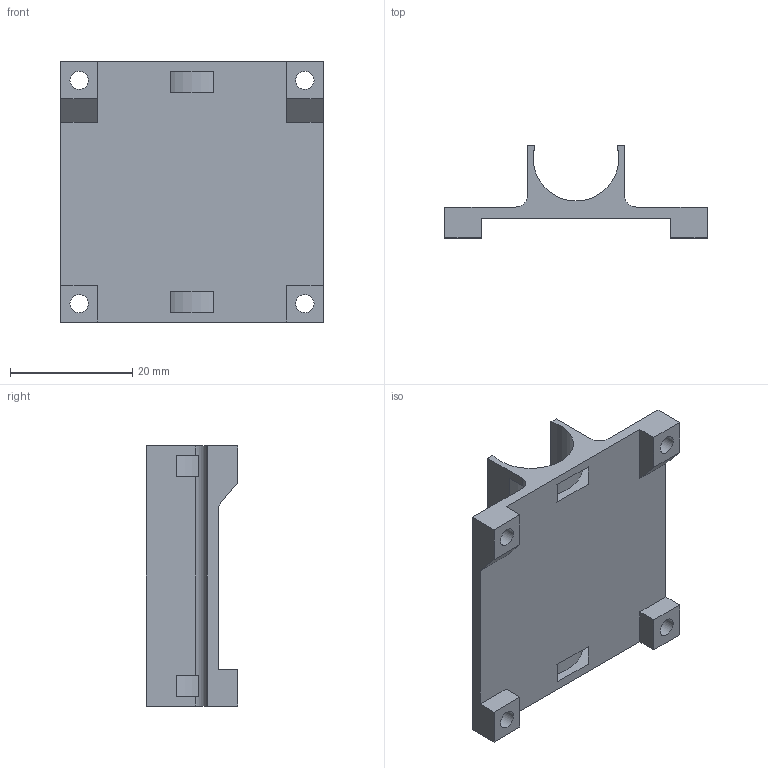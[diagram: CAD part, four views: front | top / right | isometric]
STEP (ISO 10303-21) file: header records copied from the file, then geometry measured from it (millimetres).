
FILE_DESCRIPTION(/* description */ ('STEP AP214'),/* implementation_level */ '2;1');
FILE_NAME(/* name */ '60eb773b180ba04502977d00',/* time_stamp */ '2021-07-11T22:57:00+00:00',/* author */ (''),/* organization */ (''),/* preprocessor_version */ 'ST-DEVELOPER v18.1',/* originating_system */ ' ',/* authorisation */ ' ');
FILE_SCHEMA (('AUTOMOTIVE_DESIGN {1 0 10303 214 3 1 1}'));
Length unit declared in the file: metre
Products named in the file (1): Part 1
Bounding box: 42.9 x 15 x 42.5 mm (x, y, z)
Volume: 5778.9 mm3; surface area: 6074.6 mm2
Topology: 1 solids, 1 shells, 40 faces, 136 edges, 92 vertices
Faces by surface type: plane 27, cylinder 13
Full cylindrical faces by diameter (mm): 3 x4
Entity records: 1492 total; most frequent: CARTESIAN_POINT 257, ORIENTED_EDGE 256, DIRECTION 244, EDGE_CURVE 128, LINE 94, VECTOR 94, VERTEX_POINT 88, AXIS2_PLACEMENT_3D 75
